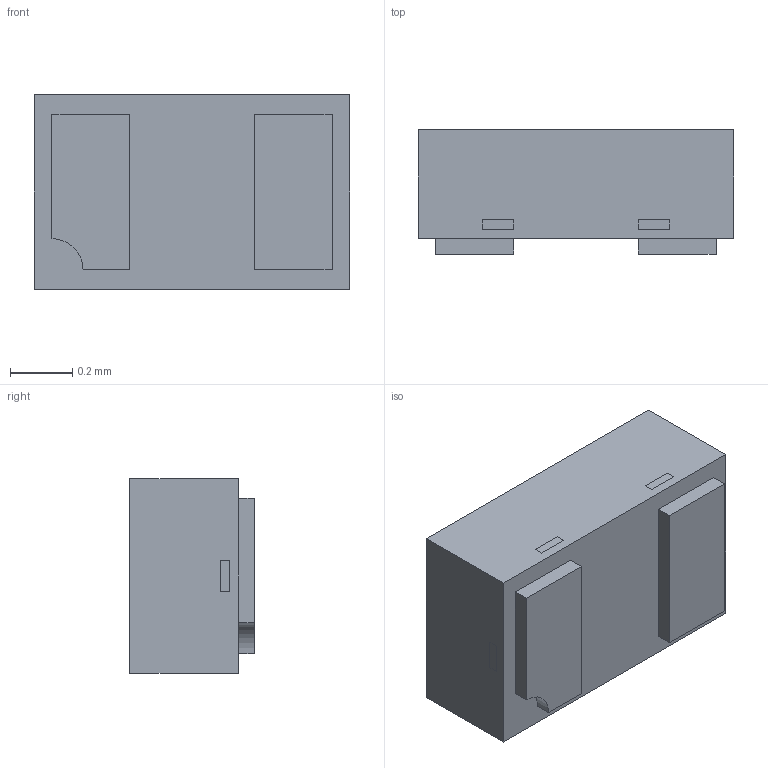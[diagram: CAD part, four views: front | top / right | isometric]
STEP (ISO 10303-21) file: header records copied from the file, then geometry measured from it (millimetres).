
FILE_DESCRIPTION (( 'STEP AP214' ), '1' );
FILE_NAME ('D5V0L1B2LP4-7B.STEP', '2023-10-03T06:16:24', ( '' ), ( '' ), 'SwSTEP 2.0', 'SolidWorks 2021', '' );
FILE_SCHEMA (( 'AUTOMOTIVE_DESIGN' ));
Length unit declared in the file: millimetre
Products named in the file (1): D5V0L1B2LP4-7B
Bounding box: 1.01 x 0.4 x 0.62 mm (x, y, z)
Volume: 0.2 mm3; surface area: 3.4 mm2
Topology: 10 solids, 10 shells, 96 faces, 207 edges, 138 vertices
Faces by surface type: plane 95, cylinder 1
Entity records: 2668 total; most frequent: CARTESIAN_POINT 442, ORIENTED_EDGE 414, DIRECTION 403, EDGE_CURVE 207, LINE 205, VECTOR 205, VERTEX_POINT 138, EDGE_LOOP 103
